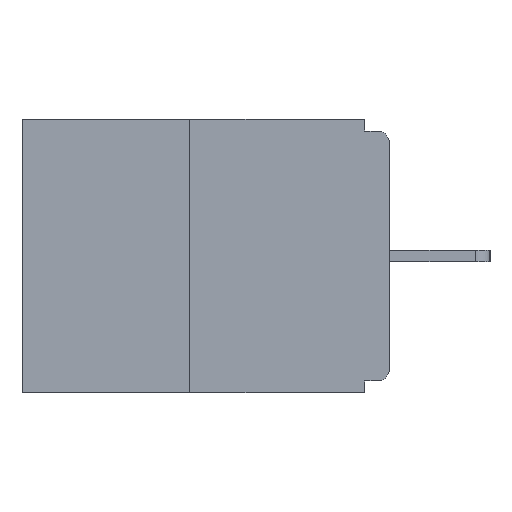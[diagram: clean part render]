
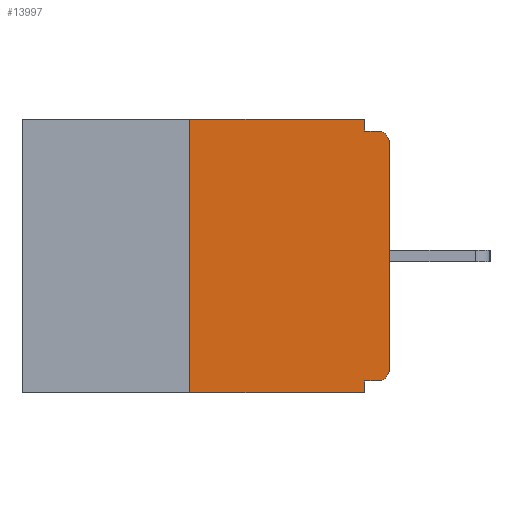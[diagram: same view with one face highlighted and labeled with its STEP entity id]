
A CAD part, left-side view. The second image highlights one B-rep face of the part: STEP entity #13997.
In plain terms, the highlighted planar face has unit normal (-1, 0, 0).
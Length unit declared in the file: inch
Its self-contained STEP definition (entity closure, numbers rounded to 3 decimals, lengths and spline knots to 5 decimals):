
#580 = EDGE_CURVE ( 'NONE', #11552, #710, #4849, .T. ) ;
#710 = VERTEX_POINT ( 'NONE', #16104 ) ;
#979 = CARTESIAN_POINT ( 'NONE',  ( 0., 0., 0. ) ) ;
#1020 = DIRECTION ( 'NONE',  ( 1., 0., 0. ) ) ;
#1038 = DIRECTION ( 'NONE',  ( 0., 0., 1. ) ) ;
#1401 = DIRECTION ( 'NONE',  ( -1., 0., 0. ) ) ;
#1428 = CARTESIAN_POINT ( 'NONE',  ( 0., 0.015, -0.313 ) ) ;
#1536 = DIRECTION ( 'NONE',  ( 0., 0., -1. ) ) ;
#1563 = DIRECTION ( 'NONE',  ( 0., -1., 0. ) ) ;
#1677 = CARTESIAN_POINT ( 'NONE',  ( 0., 0.031, 0. ) ) ;
#1851 = EDGE_CURVE ( 'NONE', #10677, #2850, #12678, .T. ) ;
#1869 = VERTEX_POINT ( 'NONE', #9928 ) ;
#2055 = LINE ( 'NONE', #9049, #8753 ) ;
#2173 = PLANE ( 'NONE',  #13730 ) ;
#2260 = LINE ( 'NONE', #979, #5218 ) ;
#2262 = DIRECTION ( 'NONE',  ( 0., 1., 0. ) ) ;
#2451 = ORIENTED_EDGE ( 'NONE', *, *, #4338, .T. ) ;
#2558 = EDGE_CURVE ( 'NONE', #11552, #9373, #6084, .T. ) ;
#2591 = VECTOR ( 'NONE', #11782, 39.37008 ) ;
#2842 = EDGE_CURVE ( 'NONE', #710, #6826, #15116, .T. ) ;
#2850 = VERTEX_POINT ( 'NONE', #13007 ) ;
#2988 = CARTESIAN_POINT ( 'NONE',  ( 0., 0.46, -0.343 ) ) ;
#3667 = LINE ( 'NONE', #11176, #6665 ) ;
#3971 = DIRECTION ( 'NONE',  ( -1., 0., 0. ) ) ;
#4046 = VECTOR ( 'NONE', #2262, 39.37008 ) ;
#4203 = ORIENTED_EDGE ( 'NONE', *, *, #2558, .T. ) ;
#4338 = EDGE_CURVE ( 'NONE', #9373, #15083, #2260, .T. ) ;
#4577 = EDGE_CURVE ( 'NONE', #15083, #2850, #15432, .T. ) ;
#4593 = EDGE_CURVE ( 'NONE', #1869, #6191, #2055, .T. ) ;
#4849 = LINE ( 'NONE', #15670, #4046 ) ;
#5158 = CARTESIAN_POINT ( 'NONE',  ( 0., 0.031, -0.015 ) ) ;
#5218 = VECTOR ( 'NONE', #1038, 39.37008 ) ;
#5240 = DIRECTION ( 'NONE',  ( 0., 0., -1. ) ) ;
#5565 = LINE ( 'NONE', #2988, #2591 ) ;
#6030 = VECTOR ( 'NONE', #9818, 39.37008 ) ;
#6084 = CIRCLE ( 'NONE', #13190, 0.015 ) ;
#6191 = VERTEX_POINT ( 'NONE', #1677 ) ;
#6665 = VECTOR ( 'NONE', #12446, 39.37008 ) ;
#6826 = VERTEX_POINT ( 'NONE', #14575 ) ;
#6990 = EDGE_CURVE ( 'NONE', #6191, #10677, #3667, .T. ) ;
#7639 = AXIS2_PLACEMENT_3D ( 'NONE', #11508, #3971, #12772 ) ;
#8189 = CARTESIAN_POINT ( 'NONE',  ( 0., 0., -0.313 ) ) ;
#8314 = EDGE_CURVE ( 'NONE', #10484, #1869, #9383, .T. ) ;
#8418 = VECTOR ( 'NONE', #5240, 39.37008 ) ;
#8711 = DIRECTION ( 'NONE',  ( 0., 0., 1. ) ) ;
#8753 = VECTOR ( 'NONE', #1563, 39.37008 ) ;
#9049 = CARTESIAN_POINT ( 'NONE',  ( 0., 0.46, 0. ) ) ;
#9293 = CARTESIAN_POINT ( 'NONE',  ( 0., 0., -0.03 ) ) ;
#9329 = ORIENTED_EDGE ( 'NONE', *, *, #580, .F. ) ;
#9373 = VERTEX_POINT ( 'NONE', #8189 ) ;
#9383 = LINE ( 'NONE', #16225, #16060 ) ;
#9763 = DIRECTION ( 'NONE',  ( 0., 0., -1. ) ) ;
#9818 = DIRECTION ( 'NONE',  ( 0., -1., 0. ) ) ;
#9928 = CARTESIAN_POINT ( 'NONE',  ( 0., 0.25, 0. ) ) ;
#10319 = ORIENTED_EDGE ( 'NONE', *, *, #4577, .T. ) ;
#10484 = VERTEX_POINT ( 'NONE', #12055 ) ;
#10665 = CARTESIAN_POINT ( 'NONE',  ( 0., 0.015, -0.328 ) ) ;
#10677 = VERTEX_POINT ( 'NONE', #5158 ) ;
#10824 = EDGE_CURVE ( 'NONE', #10484, #6826, #5565, .T. ) ;
#11176 = CARTESIAN_POINT ( 'NONE',  ( 0., 0.031, 0. ) ) ;
#11183 = EDGE_LOOP ( 'NONE', ( #14728, #15879, #14130, #16093, #9329, #4203, #2451, #10319, #14875, #12673 ) ) ;
#11508 = CARTESIAN_POINT ( 'NONE',  ( 0., 0.015, -0.03 ) ) ;
#11552 = VERTEX_POINT ( 'NONE', #10665 ) ;
#11782 = DIRECTION ( 'NONE',  ( 0., -1., 0. ) ) ;
#12055 = CARTESIAN_POINT ( 'NONE',  ( 0., 0.25, -0.343 ) ) ;
#12446 = DIRECTION ( 'NONE',  ( 0., 0., -1. ) ) ;
#12673 = ORIENTED_EDGE ( 'NONE', *, *, #6990, .F. ) ;
#12678 = LINE ( 'NONE', #14894, #6030 ) ;
#12772 = DIRECTION ( 'NONE',  ( 0., 0., -1. ) ) ;
#13007 = CARTESIAN_POINT ( 'NONE',  ( 0., 0.015, -0.015 ) ) ;
#13137 = FACE_OUTER_BOUND ( 'NONE', #11183, .T. ) ;
#13190 = AXIS2_PLACEMENT_3D ( 'NONE', #1428, #1401, #1536 ) ;
#13443 = CARTESIAN_POINT ( 'NONE',  ( 0., 0.46, 0. ) ) ;
#13730 = AXIS2_PLACEMENT_3D ( 'NONE', #13443, #1020, #9763 ) ;
#13997 = ADVANCED_FACE ( 'NONE', ( #13137 ), #2173, .F. ) ;
#14130 = ORIENTED_EDGE ( 'NONE', *, *, #10824, .T. ) ;
#14575 = CARTESIAN_POINT ( 'NONE',  ( 0., 0.031, -0.343 ) ) ;
#14728 = ORIENTED_EDGE ( 'NONE', *, *, #4593, .F. ) ;
#14875 = ORIENTED_EDGE ( 'NONE', *, *, #1851, .F. ) ;
#14894 = CARTESIAN_POINT ( 'NONE',  ( 0., 0., -0.015 ) ) ;
#15043 = CARTESIAN_POINT ( 'NONE',  ( 0., 0.031, -0.343 ) ) ;
#15083 = VERTEX_POINT ( 'NONE', #9293 ) ;
#15116 = LINE ( 'NONE', #15043, #8418 ) ;
#15432 = CIRCLE ( 'NONE', #7639, 0.015 ) ;
#15670 = CARTESIAN_POINT ( 'NONE',  ( 0., 0., -0.328 ) ) ;
#15879 = ORIENTED_EDGE ( 'NONE', *, *, #8314, .F. ) ;
#16060 = VECTOR ( 'NONE', #8711, 39.37008 ) ;
#16093 = ORIENTED_EDGE ( 'NONE', *, *, #2842, .F. ) ;
#16104 = CARTESIAN_POINT ( 'NONE',  ( 0., 0.031, -0.328 ) ) ;
#16225 = CARTESIAN_POINT ( 'NONE',  ( 0., 0.25, 0. ) ) ;
